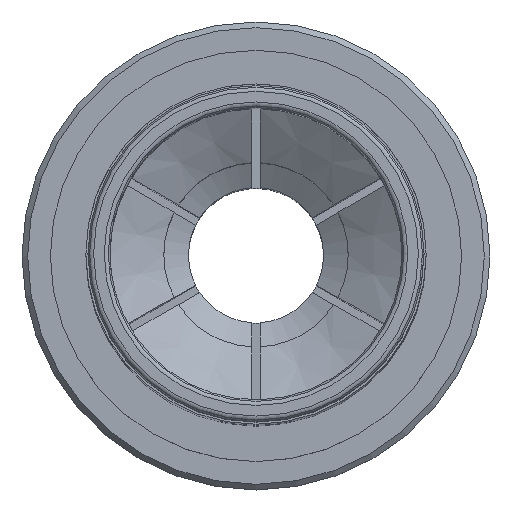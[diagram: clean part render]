
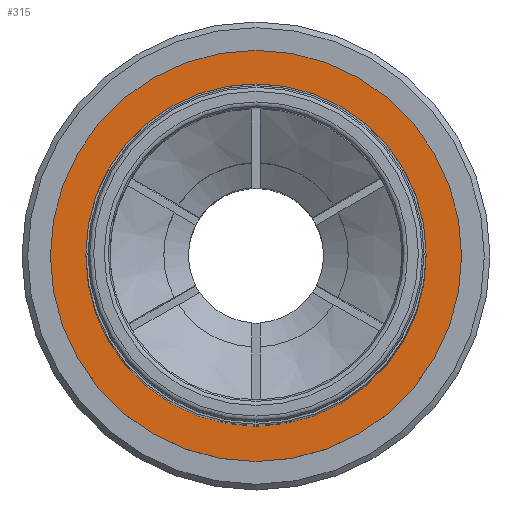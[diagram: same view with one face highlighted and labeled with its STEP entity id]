
A CAD part, top view. The second image highlights one B-rep face of the part: STEP entity #315.
In plain terms, the highlighted planar face has unit normal (0, 0, 1).
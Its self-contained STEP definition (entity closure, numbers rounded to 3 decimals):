
#315=ADVANCED_FACE('',(#398,#399),#374,.F.);
#374=PLANE('',#1247);
#398=FACE_BOUND('',#438,.T.);
#399=FACE_BOUND('',#439,.T.);
#438=EDGE_LOOP('',(#520));
#439=EDGE_LOOP('',(#521));
#520=ORIENTED_EDGE('',*,*,#988,.T.);
#521=ORIENTED_EDGE('',*,*,#989,.T.);
#864=VERTEX_POINT('',#1668);
#865=VERTEX_POINT('',#1670);
#988=EDGE_CURVE('',#864,#864,#1160,.T.);
#989=EDGE_CURVE('',#865,#865,#1161,.T.);
#1160=CIRCLE('',#1245,7.25);
#1161=CIRCLE('',#1246,6.);
#1245=AXIS2_PLACEMENT_3D('',#1667,#1367,#1368);
#1246=AXIS2_PLACEMENT_3D('',#1669,#1369,#1370);
#1247=AXIS2_PLACEMENT_3D('',#1671,#1371,#1372);
#1367=DIRECTION('',(0.,0.,1.));
#1368=DIRECTION('',(-1.,0.,0.));
#1369=DIRECTION('',(0.,0.,-1.));
#1370=DIRECTION('',(-1.,0.,0.));
#1371=DIRECTION('',(0.,0.,-1.));
#1372=DIRECTION('',(1.,0.,0.));
#1667=CARTESIAN_POINT('',(0.,0.,0.));
#1668=CARTESIAN_POINT('',(-7.25,0.,0.));
#1669=CARTESIAN_POINT('',(0.,0.,0.));
#1670=CARTESIAN_POINT('',(-6.,0.,0.));
#1671=CARTESIAN_POINT('',(0.,5.65,0.));
